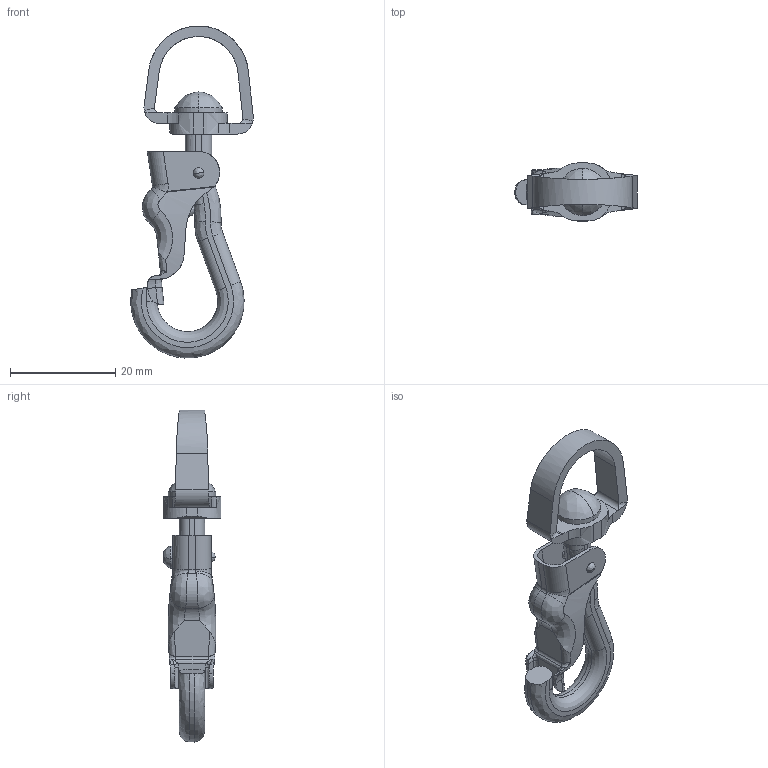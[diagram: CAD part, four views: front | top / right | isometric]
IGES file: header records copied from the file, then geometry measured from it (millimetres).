
Start section: ------------------------------------------------------------------------
Global section: file name: PC3955.20096.TM_140SUS_16963.igs; native system: spGate; preprocessor: ver20.6.3 (****-****-****-****); author: Unknown; organization: Unknown; date: 260106.144411; units: millimetre
Bounding box: 23.23 x 11 x 62.98 mm (x, y, z)
Volume: 2817.7 mm3; surface area: 3697.2 mm2
Topology: 3 solids, 3 shells, 201 faces, 551 edges, 348 vertices
Faces by surface type: bspline 201
